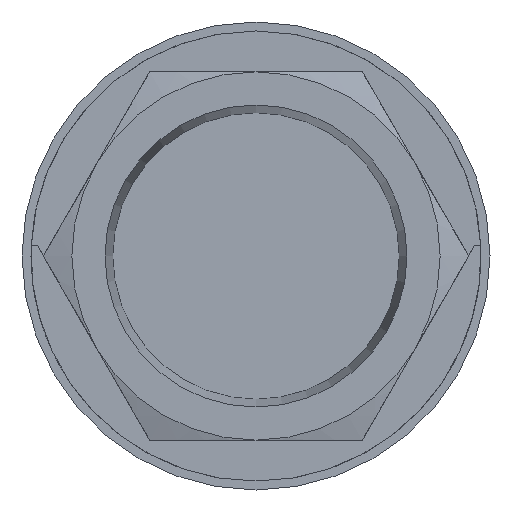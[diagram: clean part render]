
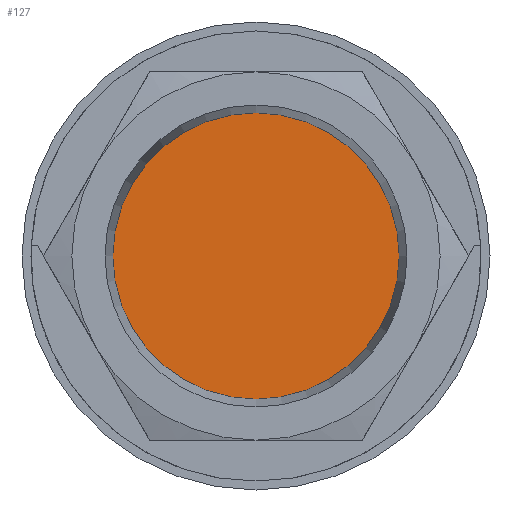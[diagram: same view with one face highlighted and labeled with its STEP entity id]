
A CAD part, left-side view. The second image highlights one B-rep face of the part: STEP entity #127.
In plain terms, the highlighted planar face has unit normal (-1, 0, 0).
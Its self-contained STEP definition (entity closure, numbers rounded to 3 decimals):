
#127 = ADVANCED_FACE( '', ( #269 ), #270, .F. );
#269 = FACE_OUTER_BOUND( '', #416, .T. );
#270 = PLANE( '', #417 );
#416 = EDGE_LOOP( '', ( #708 ) );
#417 = AXIS2_PLACEMENT_3D( '', #709, #710, #711 );
#708 = ORIENTED_EDGE( '', *, *, #894, .F. );
#709 = CARTESIAN_POINT( '', ( 2.167, 0., 0. ) );
#710 = DIRECTION( '', ( 1., 0., 0. ) );
#711 = DIRECTION( '', ( 0., 0., -1. ) );
#894 = EDGE_CURVE( '', #1082, #1082, #1083, .T. );
#1082 = VERTEX_POINT( '', #1347 );
#1083 = CIRCLE( '', #1348, 7. );
#1347 = CARTESIAN_POINT( '', ( 2.167, 0., -7. ) );
#1348 = AXIS2_PLACEMENT_3D( '', #1619, #1620, #1621 );
#1619 = CARTESIAN_POINT( '', ( 2.167, 0., 0. ) );
#1620 = DIRECTION( '', ( 1., 0., 0. ) );
#1621 = DIRECTION( '', ( 0., 0., -1. ) );
